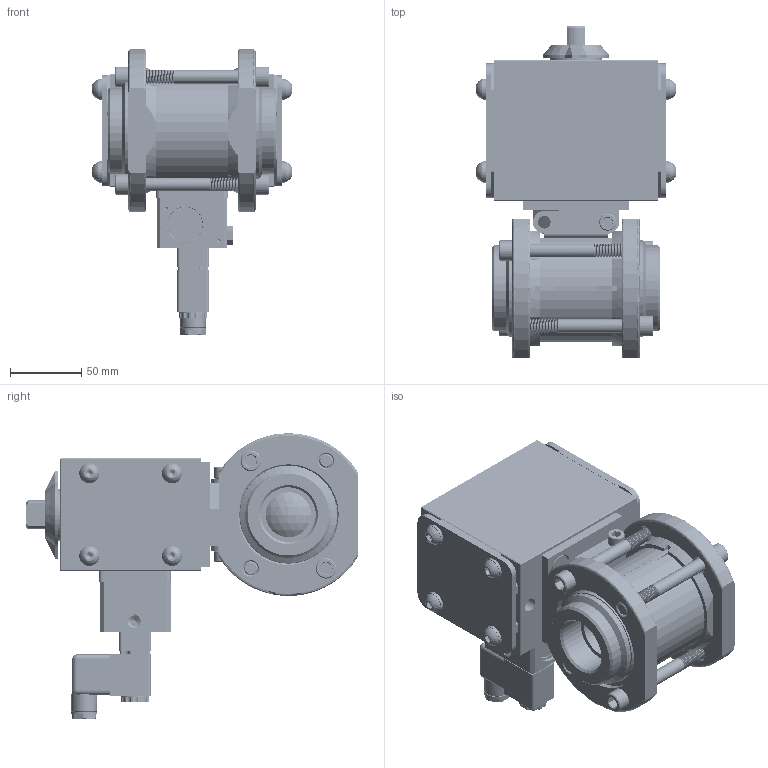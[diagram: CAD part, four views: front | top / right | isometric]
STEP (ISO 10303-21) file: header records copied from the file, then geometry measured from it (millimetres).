
FILE_DESCRIPTION (( 'STEP AP203' ), '1' );
FILE_NAME ('22XXTSWSA522DGPDS.step', '2018-03-15T17:54:20', ( '' ), ( '' ), 'SwSTEP 2.0', 'SolidWorks 2017', '' );
FILE_SCHEMA (( 'CONFIG_CONTROL_DESIGN' ));
Products named in the file (1): 22XXTSWSA522DGPDS
Bounding box: 139.51 x 232.59 x 200.05 mm (x, y, z)
Volume: 1247412.3 mm3; surface area: 389880.1 mm2
Topology: 61 solids, 61 shells, 3581 faces, 9179 edges, 5755 vertices
Faces by surface type: cylinder 1651, plane 886, cone 731, bspline 148, torus 143, sphere 22
Entity records: 177018 total; most frequent: CARTESIAN_POINT 93732, ORIENTED_EDGE 18134, DIRECTION 17034, EDGE_CURVE 9067, AXIS2_PLACEMENT_3D 6572, VERTEX_POINT 5753, EDGE_LOOP 3906, LINE 3890
